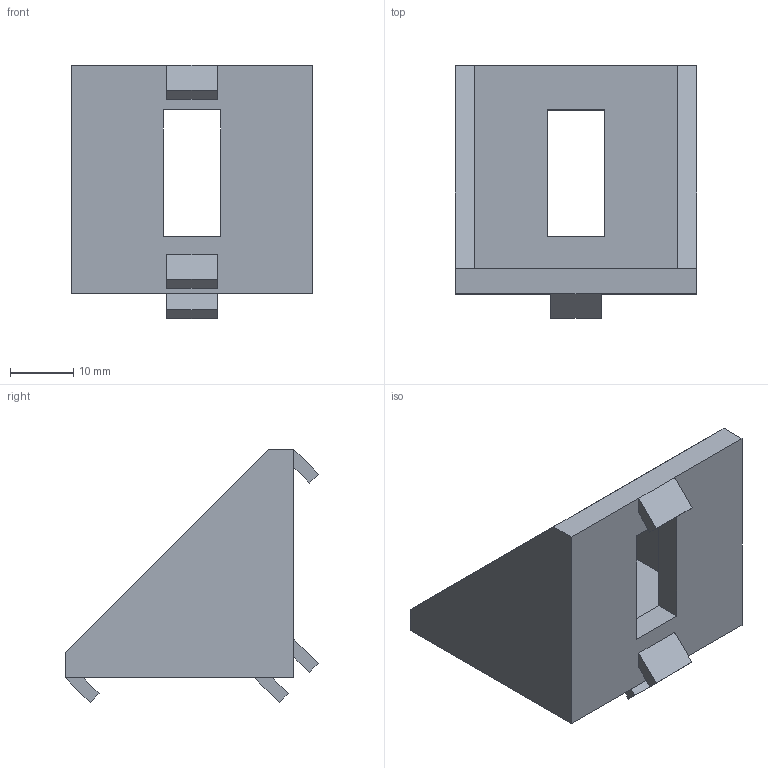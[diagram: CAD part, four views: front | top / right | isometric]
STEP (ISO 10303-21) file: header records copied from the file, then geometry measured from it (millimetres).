
FILE_DESCRIPTION (( 'STEP AP214' ), '1' );
FILE_NAME ('B110 Óãëîâîé àëþìèíèåâûé ñîåäèíèòåëü 40õ40, ïàç 10.STEP', '2025-10-28T10:09:44', ( '' ), ( '' ), 'SwSTEP 2.0', 'SolidWorks 2025', '' );
FILE_SCHEMA (( 'AUTOMOTIVE_DESIGN' ));
Length unit declared in the file: millimetre
Products named in the file (1): B110 Угловой алюминиевый соединитель 40х40, паз 10
Bounding box: 38 x 39.89 x 39.89 mm (x, y, z)
Volume: 12255.1 mm3; surface area: 8027.9 mm2
Topology: 1 solids, 1 shells, 40 faces, 100 edges, 64 vertices
Faces by surface type: plane 40
Entity records: 1191 total; most frequent: CARTESIAN_POINT 205, ORIENTED_EDGE 200, DIRECTION 182, VECTOR 100, LINE 100, EDGE_CURVE 100, VERTEX_POINT 64, EDGE_LOOP 46
